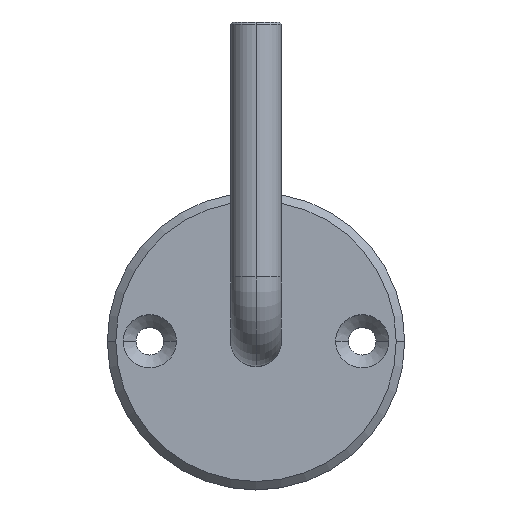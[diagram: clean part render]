
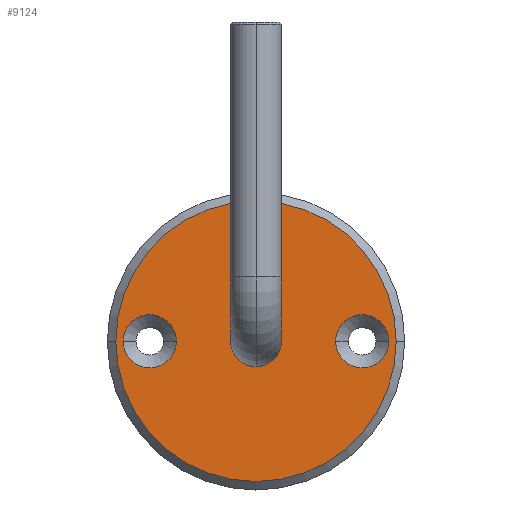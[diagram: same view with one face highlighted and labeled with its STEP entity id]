
A CAD part, top view. The second image highlights one B-rep face of the part: STEP entity #9124.
In plain terms, the highlighted planar face has unit normal (0, 0, 1).
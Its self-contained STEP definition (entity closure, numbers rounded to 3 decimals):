
#48 = CARTESIAN_POINT ( 'NONE',  ( 0., 0., 6. ) ) ;
#61 = AXIS2_PLACEMENT_3D ( 'NONE', #4294, #8345, #10983 ) ;
#246 = DIRECTION ( 'NONE',  ( 0., 0., -1. ) ) ;
#756 = PLANE ( 'NONE',  #14788 ) ;
#811 = AXIS2_PLACEMENT_3D ( 'NONE', #7113, #9912, #8474 ) ;
#1235 = CARTESIAN_POINT ( 'NONE',  ( 33., 0., 6. ) ) ;
#1236 = DIRECTION ( 'NONE',  ( -1., 0., 0. ) ) ;
#1319 = DIRECTION ( 'NONE',  ( -1., 0., 0. ) ) ;
#1644 = VERTEX_POINT ( 'NONE', #4973 ) ;
#1795 = CIRCLE ( 'NONE', #13810, 3.25 ) ;
#2096 = DIRECTION ( 'NONE',  ( 1., 0., 0. ) ) ;
#2128 = VERTEX_POINT ( 'NONE', #5975 ) ;
#2152 = CARTESIAN_POINT ( 'NONE',  ( 0., 0., 6. ) ) ;
#2218 = DIRECTION ( 'NONE',  ( 0., 0., 1. ) ) ;
#2224 = ORIENTED_EDGE ( 'NONE', *, *, #8492, .F. ) ;
#2323 = EDGE_CURVE ( 'NONE', #13694, #1644, #15110, .T. ) ;
#2787 = DIRECTION ( 'NONE',  ( 0., 0., 1. ) ) ;
#3859 = VERTEX_POINT ( 'NONE', #1235 ) ;
#3910 = CARTESIAN_POINT ( 'NONE',  ( 0., 0., 6. ) ) ;
#4275 = FACE_BOUND ( 'NONE', #12917, .T. ) ;
#4294 = CARTESIAN_POINT ( 'NONE',  ( 25., 0., 6. ) ) ;
#4470 = EDGE_CURVE ( 'NONE', #1644, #13694, #14243, .T. ) ;
#4973 = CARTESIAN_POINT ( 'NONE',  ( 31.25, 0., 6. ) ) ;
#5245 = CARTESIAN_POINT ( 'NONE',  ( 0., 0., 6. ) ) ;
#5311 = FACE_OUTER_BOUND ( 'NONE', #13551, .T. ) ;
#5692 = VERTEX_POINT ( 'NONE', #11369 ) ;
#5919 = VERTEX_POINT ( 'NONE', #9949 ) ;
#5975 = CARTESIAN_POINT ( 'NONE',  ( -18.75, 0., 6. ) ) ;
#6025 = DIRECTION ( 'NONE',  ( 1., 0., 0. ) ) ;
#6208 = AXIS2_PLACEMENT_3D ( 'NONE', #11956, #2787, #7956 ) ;
#6538 = ORIENTED_EDGE ( 'NONE', *, *, #11499, .F. ) ;
#7113 = CARTESIAN_POINT ( 'NONE',  ( 25., 0., 6. ) ) ;
#7200 = ORIENTED_EDGE ( 'NONE', *, *, #15734, .T. ) ;
#7576 = AXIS2_PLACEMENT_3D ( 'NONE', #16160, #8268, #10962 ) ;
#7753 = CIRCLE ( 'NONE', #9407, 33. ) ;
#7956 = DIRECTION ( 'NONE',  ( 1., 0., 0. ) ) ;
#8134 = DIRECTION ( 'NONE',  ( 1., 0., 0. ) ) ;
#8268 = DIRECTION ( 'NONE',  ( 0., 0., 1. ) ) ;
#8345 = DIRECTION ( 'NONE',  ( 0., 0., 1. ) ) ;
#8474 = DIRECTION ( 'NONE',  ( 1., 0., 0. ) ) ;
#8492 = EDGE_CURVE ( 'NONE', #2128, #14197, #8976, .T. ) ;
#8703 = CIRCLE ( 'NONE', #15528, 33. ) ;
#8897 = EDGE_CURVE ( 'NONE', #15936, #5919, #9793, .T. ) ;
#8976 = CIRCLE ( 'NONE', #6208, 6.25 ) ;
#9124 = ADVANCED_FACE ( 'NONE', ( #15404, #13682, #4275, #5311 ), #756, .T. ) ;
#9287 = EDGE_LOOP ( 'NONE', ( #2224, #6538 ) ) ;
#9407 = AXIS2_PLACEMENT_3D ( 'NONE', #48, #16135, #8134 ) ;
#9793 = CIRCLE ( 'NONE', #10725, 3.25 ) ;
#9902 = CARTESIAN_POINT ( 'NONE',  ( 0., 0., 6. ) ) ;
#9912 = DIRECTION ( 'NONE',  ( 0., 0., 1. ) ) ;
#9949 = CARTESIAN_POINT ( 'NONE',  ( -3.25, 0., 6. ) ) ;
#9994 = EDGE_CURVE ( 'NONE', #3859, #5692, #7753, .T. ) ;
#10144 = EDGE_CURVE ( 'NONE', #5919, #15936, #1795, .T. ) ;
#10397 = CARTESIAN_POINT ( 'NONE',  ( 3.25, 0., 6. ) ) ;
#10725 = AXIS2_PLACEMENT_3D ( 'NONE', #5245, #11770, #1236 ) ;
#10962 = DIRECTION ( 'NONE',  ( 1., 0., 0. ) ) ;
#10983 = DIRECTION ( 'NONE',  ( 1., 0., 0. ) ) ;
#11304 = CARTESIAN_POINT ( 'NONE',  ( 18.75, 0., 6. ) ) ;
#11369 = CARTESIAN_POINT ( 'NONE',  ( -33., 0., 6. ) ) ;
#11414 = CIRCLE ( 'NONE', #7576, 6.25 ) ;
#11499 = EDGE_CURVE ( 'NONE', #14197, #2128, #11414, .T. ) ;
#11770 = DIRECTION ( 'NONE',  ( 0., 0., -1. ) ) ;
#11956 = CARTESIAN_POINT ( 'NONE',  ( -25., 0., 6. ) ) ;
#12410 = ORIENTED_EDGE ( 'NONE', *, *, #9994, .T. ) ;
#12586 = ORIENTED_EDGE ( 'NONE', *, *, #4470, .F. ) ;
#12917 = EDGE_LOOP ( 'NONE', ( #12586, #13376 ) ) ;
#13376 = ORIENTED_EDGE ( 'NONE', *, *, #2323, .F. ) ;
#13551 = EDGE_LOOP ( 'NONE', ( #7200, #12410 ) ) ;
#13682 = FACE_BOUND ( 'NONE', #9287, .T. ) ;
#13694 = VERTEX_POINT ( 'NONE', #11304 ) ;
#13810 = AXIS2_PLACEMENT_3D ( 'NONE', #3910, #246, #1319 ) ;
#13868 = DIRECTION ( 'NONE',  ( 0., 0., 1. ) ) ;
#14197 = VERTEX_POINT ( 'NONE', #15209 ) ;
#14243 = CIRCLE ( 'NONE', #811, 6.25 ) ;
#14756 = ORIENTED_EDGE ( 'NONE', *, *, #8897, .T. ) ;
#14788 = AXIS2_PLACEMENT_3D ( 'NONE', #9902, #13868, #6025 ) ;
#15110 = CIRCLE ( 'NONE', #61, 6.25 ) ;
#15209 = CARTESIAN_POINT ( 'NONE',  ( -31.25, 0., 6. ) ) ;
#15404 = FACE_BOUND ( 'NONE', #16469, .T. ) ;
#15528 = AXIS2_PLACEMENT_3D ( 'NONE', #2152, #2218, #2096 ) ;
#15734 = EDGE_CURVE ( 'NONE', #5692, #3859, #8703, .T. ) ;
#15936 = VERTEX_POINT ( 'NONE', #10397 ) ;
#16135 = DIRECTION ( 'NONE',  ( 0., 0., 1. ) ) ;
#16160 = CARTESIAN_POINT ( 'NONE',  ( -25., 0., 6. ) ) ;
#16469 = EDGE_LOOP ( 'NONE', ( #16559, #14756 ) ) ;
#16559 = ORIENTED_EDGE ( 'NONE', *, *, #10144, .T. ) ;
